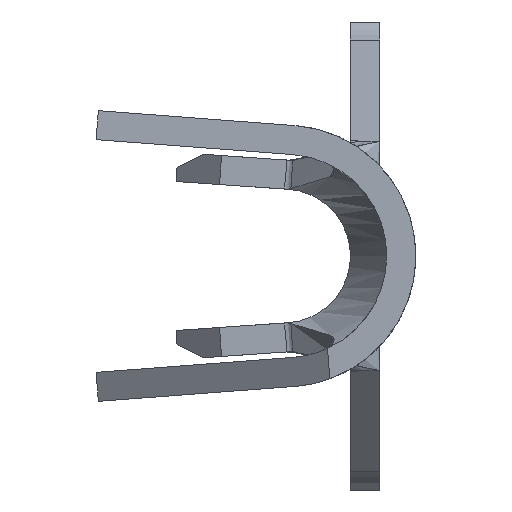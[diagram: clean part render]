
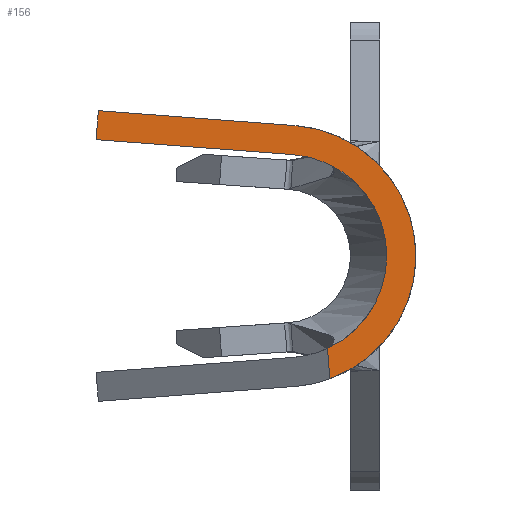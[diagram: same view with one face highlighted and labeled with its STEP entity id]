
A CAD part, left-side view. The second image highlights one B-rep face of the part: STEP entity #156.
In plain terms, the highlighted planar face has unit normal (-1, 0, 0).
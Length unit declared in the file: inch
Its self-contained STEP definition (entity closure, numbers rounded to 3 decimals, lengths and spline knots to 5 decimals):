
#80 = DIRECTION ( 'NONE',  ( 0., -0.997, -0.076 ) ) ;
#119 = LINE ( 'NONE', #1162, #6685 ) ;
#156 = ADVANCED_FACE ( 'NONE', ( #2290 ), #5994, .F. ) ;
#191 = VERTEX_POINT ( 'NONE', #6563 ) ;
#225 = LINE ( 'NONE', #5264, #4248 ) ;
#328 = VERTEX_POINT ( 'NONE', #4743 ) ;
#352 = EDGE_CURVE ( 'NONE', #5786, #191, #2999, .T. ) ;
#369 = CARTESIAN_POINT ( 'NONE',  ( -0.53, 0.065, 0. ) ) ;
#677 = CARTESIAN_POINT ( 'NONE',  ( -0.53, 0.03579, -0.06361 ) ) ;
#695 = LINE ( 'NONE', #1269, #2109 ) ;
#800 = EDGE_CURVE ( 'NONE', #3732, #5728, #119, .T. ) ;
#850 = AXIS2_PLACEMENT_3D ( 'NONE', #369, #4041, #916 ) ;
#916 = DIRECTION ( 'NONE',  ( 0., 0., -1. ) ) ;
#1162 = CARTESIAN_POINT ( 'NONE',  ( -0.53, 0.0582, 0.08974 ) ) ;
#1269 = CARTESIAN_POINT ( 'NONE',  ( -0.53, 0.195, 0.08006 ) ) ;
#1285 = DIRECTION ( 'NONE',  ( 1., 0., 0. ) ) ;
#1407 = CARTESIAN_POINT ( 'NONE',  ( -0.53, 0.065, 0. ) ) ;
#1461 = CARTESIAN_POINT ( 'NONE',  ( -0.53, 0.0342, -0.08457 ) ) ;
#1474 = LINE ( 'NONE', #2419, #2972 ) ;
#1925 = DIRECTION ( 'NONE',  ( 0., 0., -1. ) ) ;
#1973 = ORIENTED_EDGE ( 'NONE', *, *, #352, .F. ) ;
#2109 = VECTOR ( 'NONE', #6377, 39.37008 ) ;
#2230 = CARTESIAN_POINT ( 'NONE',  ( -0.53, 0.0582, 0.08974 ) ) ;
#2237 = DIRECTION ( 'NONE',  ( 0., 0.997, 0.076 ) ) ;
#2290 = FACE_OUTER_BOUND ( 'NONE', #5255, .T. ) ;
#2319 = CARTESIAN_POINT ( 'NONE',  ( -0.53, 0.065, 0. ) ) ;
#2419 = CARTESIAN_POINT ( 'NONE',  ( -0.53, 0.04075, 0.00184 ) ) ;
#2748 = ORIENTED_EDGE ( 'NONE', *, *, #2799, .F. ) ;
#2799 = EDGE_CURVE ( 'NONE', #328, #3732, #695, .T. ) ;
#2913 = EDGE_CURVE ( 'NONE', #5786, #3133, #1474, .T. ) ;
#2972 = VECTOR ( 'NONE', #5985, 39.37008 ) ;
#2999 = CIRCLE ( 'NONE', #6615, 0.07 ) ;
#3133 = VERTEX_POINT ( 'NONE', #1461 ) ;
#3204 = ORIENTED_EDGE ( 'NONE', *, *, #3644, .F. ) ;
#3644 = EDGE_CURVE ( 'NONE', #5728, #3133, #3870, .T. ) ;
#3732 = VERTEX_POINT ( 'NONE', #6093 ) ;
#3766 = ORIENTED_EDGE ( 'NONE', *, *, #5930, .F. ) ;
#3870 = CIRCLE ( 'NONE', #850, 0.09 ) ;
#3927 = DIRECTION ( 'NONE',  ( 0., 0., -1. ) ) ;
#3950 = ORIENTED_EDGE ( 'NONE', *, *, #2913, .T. ) ;
#4041 = DIRECTION ( 'NONE',  ( 1., 0., 0. ) ) ;
#4248 = VECTOR ( 'NONE', #2237, 39.37008 ) ;
#4743 = CARTESIAN_POINT ( 'NONE',  ( -0.53, 0.195, 0.08006 ) ) ;
#4957 = DIRECTION ( 'NONE',  ( -1., 0., 0. ) ) ;
#5255 = EDGE_LOOP ( 'NONE', ( #1973, #3950, #3204, #5855, #2748, #3766 ) ) ;
#5264 = CARTESIAN_POINT ( 'NONE',  ( -0.53, 0.05971, 0.0698 ) ) ;
#5728 = VERTEX_POINT ( 'NONE', #2230 ) ;
#5786 = VERTEX_POINT ( 'NONE', #677 ) ;
#5855 = ORIENTED_EDGE ( 'NONE', *, *, #800, .F. ) ;
#5930 = EDGE_CURVE ( 'NONE', #191, #328, #225, .T. ) ;
#5985 = DIRECTION ( 'NONE',  ( 0., -0.076, -0.997 ) ) ;
#5994 = PLANE ( 'NONE',  #6547 ) ;
#6093 = CARTESIAN_POINT ( 'NONE',  ( -0.53, 0.19349, 0.1 ) ) ;
#6377 = DIRECTION ( 'NONE',  ( 0., -0.076, 0.997 ) ) ;
#6547 = AXIS2_PLACEMENT_3D ( 'NONE', #2319, #1285, #3927 ) ;
#6563 = CARTESIAN_POINT ( 'NONE',  ( -0.53, 0.05971, 0.0698 ) ) ;
#6615 = AXIS2_PLACEMENT_3D ( 'NONE', #1407, #4957, #1925 ) ;
#6685 = VECTOR ( 'NONE', #80, 39.37008 ) ;
